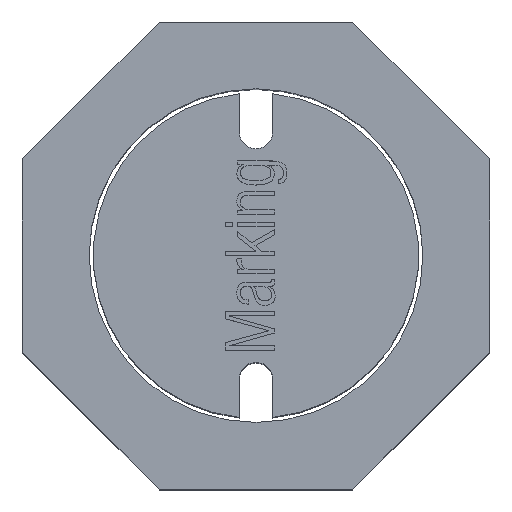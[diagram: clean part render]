
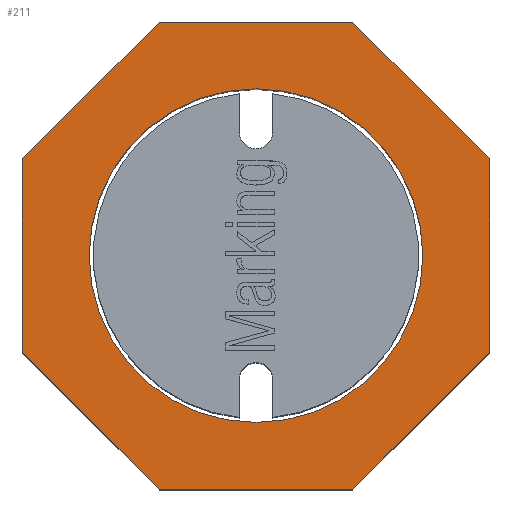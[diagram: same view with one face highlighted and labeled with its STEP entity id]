
A CAD part, top view. The second image highlights one B-rep face of the part: STEP entity #211.
In plain terms, the highlighted planar face has unit normal (0, 0, 1).
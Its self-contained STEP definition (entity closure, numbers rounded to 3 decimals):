
#211 = ADVANCED_FACE( '', ( #529, #530 ), #531, .T. );
#529 = FACE_BOUND( '', #972, .T. );
#530 = FACE_OUTER_BOUND( '', #973, .T. );
#531 = PLANE( '', #974 );
#972 = EDGE_LOOP( '', ( #1520 ) );
#973 = EDGE_LOOP( '', ( #1521, #1522, #1523, #1524, #1525, #1526, #1527, #1528 ) );
#974 = AXIS2_PLACEMENT_3D( '', #1529, #1530, #1531 );
#1520 = ORIENTED_EDGE( '', *, *, #2792, .F. );
#1521 = ORIENTED_EDGE( '', *, *, #2793, .T. );
#1522 = ORIENTED_EDGE( '', *, *, #2771, .T. );
#1523 = ORIENTED_EDGE( '', *, *, #2794, .T. );
#1524 = ORIENTED_EDGE( '', *, *, #2795, .T. );
#1525 = ORIENTED_EDGE( '', *, *, #2796, .T. );
#1526 = ORIENTED_EDGE( '', *, *, #2797, .T. );
#1527 = ORIENTED_EDGE( '', *, *, #2798, .T. );
#1528 = ORIENTED_EDGE( '', *, *, #2799, .T. );
#1529 = CARTESIAN_POINT( '', ( -1.98, 0., 2.5 ) );
#1530 = DIRECTION( '', ( 0., 0., 1. ) );
#1531 = DIRECTION( '', ( 1., 0., 0. ) );
#2771 = EDGE_CURVE( '', #3310, #3308, #3311, .T. );
#2792 = EDGE_CURVE( '', #3344, #3344, #3345, .T. );
#2793 = EDGE_CURVE( '', #3346, #3310, #3347, .T. );
#2794 = EDGE_CURVE( '', #3308, #3348, #3349, .T. );
#2795 = EDGE_CURVE( '', #3348, #3350, #3351, .T. );
#2796 = EDGE_CURVE( '', #3350, #3352, #3353, .T. );
#2797 = EDGE_CURVE( '', #3352, #3354, #3355, .T. );
#2798 = EDGE_CURVE( '', #3354, #3356, #3357, .T. );
#2799 = EDGE_CURVE( '', #3356, #3346, #3358, .T. );
#3308 = VERTEX_POINT( '', #4091 );
#3310 = VERTEX_POINT( '', #4094 );
#3311 = LINE( '', #4095, #4096 );
#3344 = VERTEX_POINT( '', #4158 );
#3345 = CIRCLE( '', #4159, 1. );
#3346 = VERTEX_POINT( '', #4160 );
#3347 = LINE( '', #4161, #4162 );
#3348 = VERTEX_POINT( '', #4163 );
#3349 = LINE( '', #4164, #4165 );
#3350 = VERTEX_POINT( '', #4166 );
#3351 = LINE( '', #4167, #4168 );
#3352 = VERTEX_POINT( '', #4169 );
#3353 = LINE( '', #4170, #4171 );
#3354 = VERTEX_POINT( '', #4172 );
#3355 = LINE( '', #4173, #4174 );
#3356 = VERTEX_POINT( '', #4175 );
#3357 = LINE( '', #4176, #4177 );
#3358 = LINE( '', #4178, #4179 );
#4091 = CARTESIAN_POINT( '', ( -1.4, -0.58, 2.5 ) );
#4094 = CARTESIAN_POINT( '', ( -1.4, 0.58, 2.5 ) );
#4095 = CARTESIAN_POINT( '', ( -1.4, 0.58, 2.5 ) );
#4096 = VECTOR( '', #5251, 1000. );
#4158 = CARTESIAN_POINT( '', ( 1., 0., 2.5 ) );
#4159 = AXIS2_PLACEMENT_3D( '', #5261, #5262, #5263 );
#4160 = CARTESIAN_POINT( '', ( -0.58, 1.4, 2.5 ) );
#4161 = CARTESIAN_POINT( '', ( -0.58, 1.4, 2.5 ) );
#4162 = VECTOR( '', #5264, 1000. );
#4163 = CARTESIAN_POINT( '', ( -0.58, -1.4, 2.5 ) );
#4164 = CARTESIAN_POINT( '', ( -1.4, -0.58, 2.5 ) );
#4165 = VECTOR( '', #5265, 1000. );
#4166 = CARTESIAN_POINT( '', ( 0.58, -1.4, 2.5 ) );
#4167 = CARTESIAN_POINT( '', ( -0.58, -1.4, 2.5 ) );
#4168 = VECTOR( '', #5266, 1000. );
#4169 = CARTESIAN_POINT( '', ( 1.4, -0.58, 2.5 ) );
#4170 = CARTESIAN_POINT( '', ( 0.58, -1.4, 2.5 ) );
#4171 = VECTOR( '', #5267, 1000. );
#4172 = CARTESIAN_POINT( '', ( 1.4, 0.58, 2.5 ) );
#4173 = CARTESIAN_POINT( '', ( 1.4, -0.58, 2.5 ) );
#4174 = VECTOR( '', #5268, 1000. );
#4175 = CARTESIAN_POINT( '', ( 0.58, 1.4, 2.5 ) );
#4176 = CARTESIAN_POINT( '', ( 1.4, 0.58, 2.5 ) );
#4177 = VECTOR( '', #5269, 1000. );
#4178 = CARTESIAN_POINT( '', ( 0.58, 1.4, 2.5 ) );
#4179 = VECTOR( '', #5270, 1000. );
#5251 = DIRECTION( '', ( 0., -1., 0. ) );
#5261 = CARTESIAN_POINT( '', ( 0., 0., 2.5 ) );
#5262 = DIRECTION( '', ( 0., 0., 1. ) );
#5263 = DIRECTION( '', ( 1., 0., 0. ) );
#5264 = DIRECTION( '', ( -0.707, -0.707, 0. ) );
#5265 = DIRECTION( '', ( 0.707, -0.707, 0. ) );
#5266 = DIRECTION( '', ( 1., 0., 0. ) );
#5267 = DIRECTION( '', ( 0.707, 0.707, 0. ) );
#5268 = DIRECTION( '', ( 0., 1., 0. ) );
#5269 = DIRECTION( '', ( -0.707, 0.707, 0. ) );
#5270 = DIRECTION( '', ( -1., 0., 0. ) );
